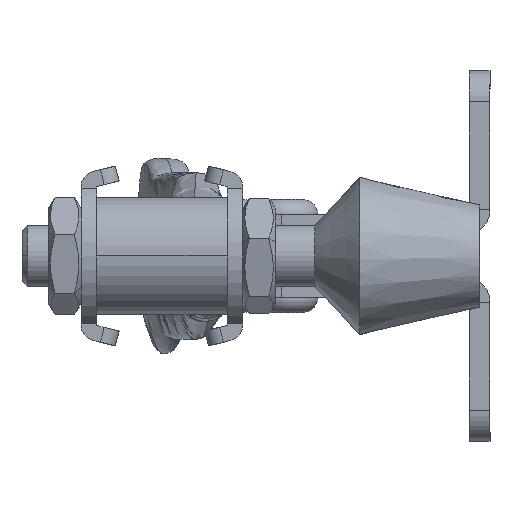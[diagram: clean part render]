
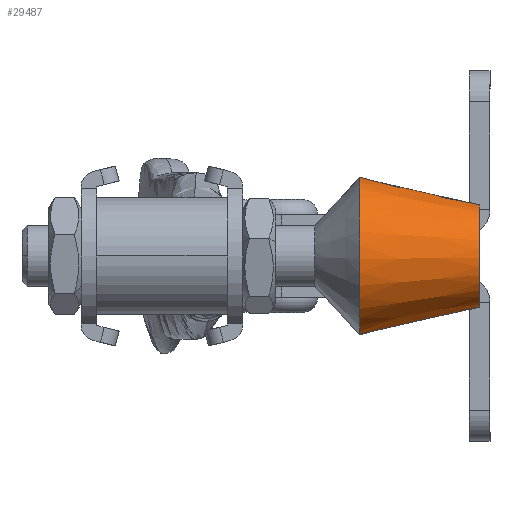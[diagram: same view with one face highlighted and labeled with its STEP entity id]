
A CAD part, left-side view. The second image highlights one B-rep face of the part: STEP entity #29487.
In plain terms, the highlighted conical face has half-angle 13 degrees and reference radius 5 mm.
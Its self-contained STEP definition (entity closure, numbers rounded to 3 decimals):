
#1623 = EDGE_CURVE ( 'NONE', #28421, #5414, #11949, .T. ) ;
#1818 = EDGE_CURVE ( 'NONE', #29770, #5490, #9686, .T. ) ;
#2400 = EDGE_CURVE ( 'NONE', #28421, #29770, #9485, .T. ) ;
#2406 = EDGE_CURVE ( 'NONE', #5414, #5490, #9475, .T. ) ;
#2622 = AXIS2_PLACEMENT_3D ( 'NONE', #20010, #20258, #20255 ) ;
#2676 = AXIS2_PLACEMENT_3D ( 'NONE', #20988, #20987, #20985 ) ;
#2846 = AXIS2_PLACEMENT_3D ( 'NONE', #16379, #16380, #16390 ) ;
#5414 = VERTEX_POINT ( 'NONE', #19723 ) ;
#5490 = VERTEX_POINT ( 'NONE', #19645 ) ;
#7804 = CONICAL_SURFACE ( 'NONE', #2846, 5., 0.227 ) ;
#7830 = FACE_OUTER_BOUND ( 'NONE', #25274, .T. ) ;
#8784 = CARTESIAN_POINT ( 'NONE',  ( 0., 11.631, -7.685 ) ) ;
#9473 = VECTOR ( 'NONE', #20350, 1000. ) ;
#9475 = LINE ( 'NONE', #20351, #9473 ) ;
#9483 = VECTOR ( 'NONE', #20378, 1000. ) ;
#9485 = LINE ( 'NONE', #20385, #9483 ) ;
#9686 = CIRCLE ( 'NONE', #2676, 7.685 ) ;
#11949 = CIRCLE ( 'NONE', #2622, 5. ) ;
#16279 = CARTESIAN_POINT ( 'NONE',  ( 0., 0., -5. ) ) ;
#16379 = CARTESIAN_POINT ( 'NONE',  ( 0., 0., 0. ) ) ;
#16380 = DIRECTION ( 'NONE',  ( 0., 1., 0. ) ) ;
#16390 = DIRECTION ( 'NONE',  ( 0., 0., 1. ) ) ;
#19645 = CARTESIAN_POINT ( 'NONE',  ( 0., 11.631, 7.685 ) ) ;
#19723 = CARTESIAN_POINT ( 'NONE',  ( 0., 0., 5. ) ) ;
#20010 = CARTESIAN_POINT ( 'NONE',  ( 0., 0., 0. ) ) ;
#20255 = DIRECTION ( 'NONE',  ( 0., 0., 1. ) ) ;
#20258 = DIRECTION ( 'NONE',  ( 0., 1., 0. ) ) ;
#20350 = DIRECTION ( 'NONE',  ( 0., 0.974, 0.225 ) ) ;
#20351 = CARTESIAN_POINT ( 'NONE',  ( 0., 0., 5. ) ) ;
#20378 = DIRECTION ( 'NONE',  ( 0., 0.974, -0.225 ) ) ;
#20385 = CARTESIAN_POINT ( 'NONE',  ( 0., 0., -5. ) ) ;
#20985 = DIRECTION ( 'NONE',  ( 0., 0., 1. ) ) ;
#20987 = DIRECTION ( 'NONE',  ( 0., 1., 0. ) ) ;
#20988 = CARTESIAN_POINT ( 'NONE',  ( 0., 11.631, 0. ) ) ;
#21616 = ORIENTED_EDGE ( 'NONE', *, *, #2406, .T. ) ;
#21681 = ORIENTED_EDGE ( 'NONE', *, *, #1623, .T. ) ;
#21721 = ORIENTED_EDGE ( 'NONE', *, *, #2400, .F. ) ;
#21846 = ORIENTED_EDGE ( 'NONE', *, *, #1818, .F. ) ;
#25274 = EDGE_LOOP ( 'NONE', ( #21721, #21681, #21616, #21846 ) ) ;
#28421 = VERTEX_POINT ( 'NONE', #16279 ) ;
#29487 = ADVANCED_FACE ( 'NONE', ( #7830 ), #7804, .T. ) ;
#29770 = VERTEX_POINT ( 'NONE', #8784 ) ;
